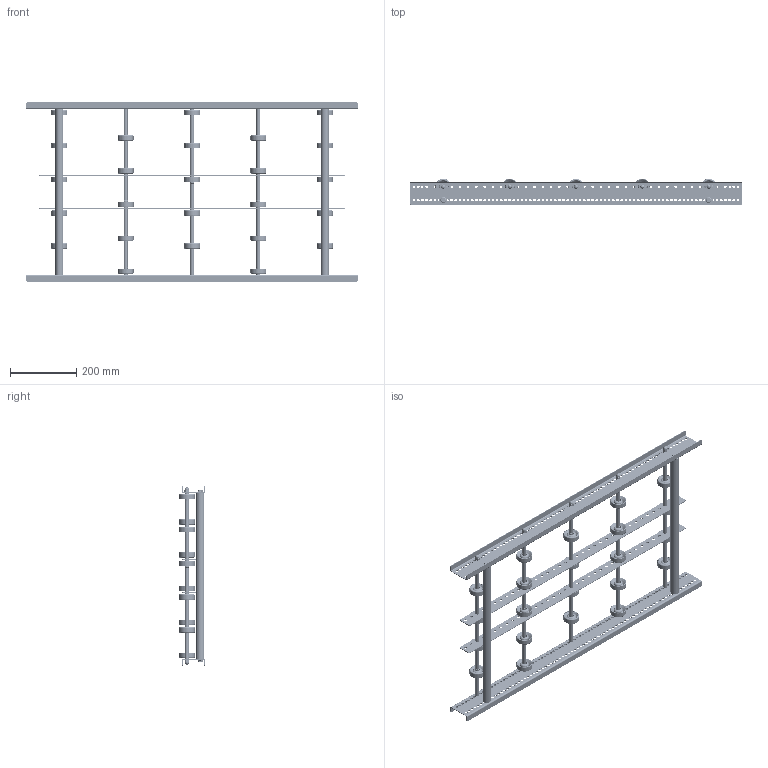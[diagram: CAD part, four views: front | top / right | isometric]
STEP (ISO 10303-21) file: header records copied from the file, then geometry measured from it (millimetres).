
FILE_DESCRIPTION (( 'STEP AP214' ), '1' );
FILE_NAME ('0052511.step', '2021-10-26T13:21:31', ( '' ), ( '' ), 'SwSTEP 2.0', 'SolidWorks 2020', '' );
FILE_SCHEMA (( 'AUTOMOTIVE_DESIGN' ));
Length unit declared in the file: millimetre
Products named in the file (10): S100994_Sperrzahnschraube_M08x16-8.8-A2K; 0052511; Profil_LRB-20x70x20x2_KFG_S100200_U-PROFIL-20-70-20-2-LRB-L=1000; Traversen_KFG_L500; S106837_Gewindestange-M8-KFG_L520; 0046278_KB-ROHR-12X1,75mm_KFG_L75; Hutmutter_DIN_1587_M8; Röllchenachse-für-Konfiguration_EL500 Stahl; K0011528_2200-48-8; S100100_Längstraverse-42x2,5_S100101_L„ngstraverse-RB-L975
Assembly tree (36 placements, depth 3):
  0052511
    Profil_LRB-20x70x20x2_KFG_S100200_U-PROFIL-20-70-20-2-LRB-L=1000  x2
    S100994_Sperrzahnschraube_M08x16-8.8-A2K  x4
    Traversen_KFG_L500  x2
    Röllchenachse-für-Konfiguration_EL500 Stahl  x5
      S106837_Gewindestange-M8-KFG_L520
      0046278_KB-ROHR-12X1,75mm_KFG_L75
      K0011528_2200-48-8
    S100100_Längstraverse-42x2,5_S100101_L„ngstraverse-RB-L975  x2
    Hutmutter_DIN_1587_M8  x10
Bounding box: 1000 x 79 x 540 mm (x, y, z)
Volume: 1474891.5 mm3; surface area: 1233391.6 mm2
Topology: 104 solids, 104 shells, 3550 faces, 7998 edges, 4952 vertices
Faces by surface type: cylinder 1644, plane 672, torus 666, cone 558, bspline 10
Entity records: 22475 total; most frequent: DIRECTION 3885, CARTESIAN_POINT 3767, ORIENTED_EDGE 3272, AXIS2_PLACEMENT_3D 1676, EDGE_CURVE 1636, VERTEX_POINT 1062, EDGE_LOOP 1032, CIRCLE 1023
